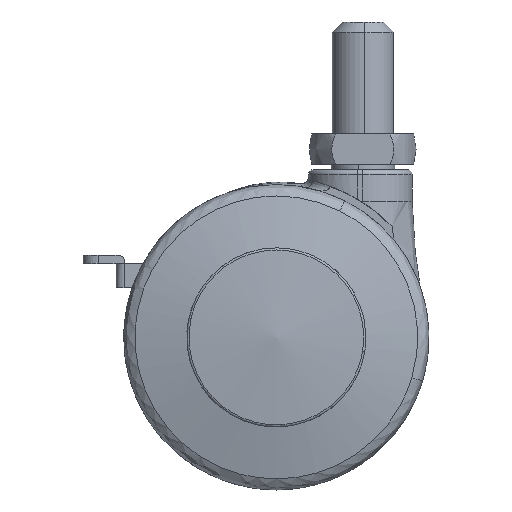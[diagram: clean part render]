
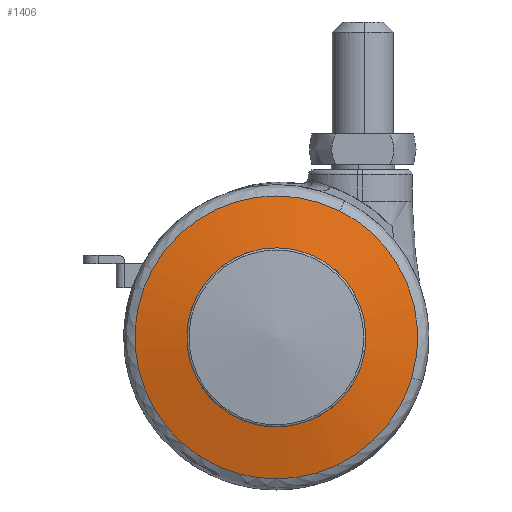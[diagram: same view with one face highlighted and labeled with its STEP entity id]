
A CAD part, front view. The second image highlights one B-rep face of the part: STEP entity #1406.
In plain terms, the highlighted free-form (B-spline) face has degree [2, 2] with [4, 4] control points.
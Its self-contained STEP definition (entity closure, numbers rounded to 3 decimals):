
#66=CARTESIAN_POINT('',(17.477,-20.5,-2.077));
#67=VERTEX_POINT('',#66);
#68=CARTESIAN_POINT('',(0.0,-20.5,17.6));
#69=VERTEX_POINT('',#68);
#70=CARTESIAN_POINT('',(17.477,-20.5,-2.077));
#71=CARTESIAN_POINT('',(17.6,-20.5,-1.042));
#72=CARTESIAN_POINT('',(17.6,-20.5,0.));
#73=CARTESIAN_POINT('',(17.6,-20.5,17.6));
#74=CARTESIAN_POINT('',(0.0,-20.5,17.6));
#82=(BOUNDED_CURVE()B_SPLINE_CURVE(2,(#70,#71,#72,#73,#74),.UNSPECIFIED.,.F.,.U.)B_SPLINE_CURVE_WITH_KNOTS((3,2,3),(0.23,0.25,0.5),.UNSPECIFIED.)CURVE()GEOMETRIC_REPRESENTATION_ITEM()RATIONAL_B_SPLINE_CURVE((0.956,0.976,1.0,0.707,1.0))REPRESENTATION_ITEM(''));
#83=EDGE_CURVE('',#67,#69,#82,.T.);
#85=CARTESIAN_POINT('',(-17.567,-20.5,1.074));
#86=VERTEX_POINT('',#85);
#87=CARTESIAN_POINT('',(0.0,-20.5,17.6));
#88=CARTESIAN_POINT('',(-16.556,-20.5,17.6));
#89=CARTESIAN_POINT('',(-17.567,-20.5,1.074));
#97=(BOUNDED_CURVE()B_SPLINE_CURVE(2,(#87,#88,#89),.UNSPECIFIED.,.F.,.U.)B_SPLINE_CURVE_WITH_KNOTS((3,3),(0.5,0.739),.UNSPECIFIED.)CURVE()GEOMETRIC_REPRESENTATION_ITEM()RATIONAL_B_SPLINE_CURVE((1.0,0.72,0.976))REPRESENTATION_ITEM(''));
#98=EDGE_CURVE('',#69,#86,#97,.T.);
#169=CARTESIAN_POINT('',(0.0,-20.5,-17.6));
#170=VERTEX_POINT('',#169);
#171=CARTESIAN_POINT('',(0.0,-20.5,-17.6));
#172=CARTESIAN_POINT('',(15.632,-20.5,-17.6));
#173=CARTESIAN_POINT('',(17.477,-20.5,-2.077));
#181=(BOUNDED_CURVE()B_SPLINE_CURVE(2,(#171,#172,#173),.UNSPECIFIED.,.F.,.U.)B_SPLINE_CURVE_WITH_KNOTS((3,3),(0.0,0.23),.UNSPECIFIED.)CURVE()GEOMETRIC_REPRESENTATION_ITEM()RATIONAL_B_SPLINE_CURVE((1.0,0.731,0.956))REPRESENTATION_ITEM(''));
#182=EDGE_CURVE('',#170,#67,#181,.T.);
#216=CARTESIAN_POINT('',(-17.567,-20.5,1.074));
#217=CARTESIAN_POINT('',(-17.6,-20.5,0.538));
#218=CARTESIAN_POINT('',(-17.6,-20.5,0.));
#219=CARTESIAN_POINT('',(-17.6,-20.5,-17.6));
#220=CARTESIAN_POINT('',(0.0,-20.5,-17.6));
#228=(BOUNDED_CURVE()B_SPLINE_CURVE(2,(#216,#217,#218,#219,#220),.UNSPECIFIED.,.F.,.U.)B_SPLINE_CURVE_WITH_KNOTS((3,2,3),(0.739,0.75,1.0),.UNSPECIFIED.)CURVE()GEOMETRIC_REPRESENTATION_ITEM()RATIONAL_B_SPLINE_CURVE((0.976,0.988,1.0,0.707,1.0))REPRESENTATION_ITEM(''));
#229=EDGE_CURVE('',#86,#170,#228,.T.);
#1249=CARTESIAN_POINT('',(12.454,-18.215,24.857));
#1250=VERTEX_POINT('',#1249);
#1251=CARTESIAN_POINT('',(0.0,-18.215,27.802));
#1252=VERTEX_POINT('',#1251);
#1253=CARTESIAN_POINT('',(12.454,-18.215,24.857));
#1254=CARTESIAN_POINT('',(6.575,-18.215,27.802));
#1255=CARTESIAN_POINT('',(0.0,-18.215,27.802));
#1263=(BOUNDED_CURVE()B_SPLINE_CURVE(2,(#1253,#1254,#1255),.UNSPECIFIED.,.F.,.U.)B_SPLINE_CURVE_WITH_KNOTS((3,3),(0.424,0.5),.UNSPECIFIED.)CURVE()GEOMETRIC_REPRESENTATION_ITEM()RATIONAL_B_SPLINE_CURVE((0.876,0.911,1.0))REPRESENTATION_ITEM(''));
#1264=EDGE_CURVE('',#1250,#1252,#1263,.T.);
#1284=CARTESIAN_POINT('',(26.649,-18.215,-7.924));
#1285=VERTEX_POINT('',#1284);
#1299=CARTESIAN_POINT('',(0.0,-18.215,-27.802));
#1300=VERTEX_POINT('',#1299);
#1301=CARTESIAN_POINT('',(0.0,-18.215,-27.802));
#1302=CARTESIAN_POINT('',(20.738,-18.215,-27.802));
#1303=CARTESIAN_POINT('',(26.649,-18.215,-7.924));
#1311=(BOUNDED_CURVE()B_SPLINE_CURVE(2,(#1301,#1302,#1303),.UNSPECIFIED.,.F.,.U.)B_SPLINE_CURVE_WITH_KNOTS((3,3),(0.0,0.201),.UNSPECIFIED.)CURVE()GEOMETRIC_REPRESENTATION_ITEM()RATIONAL_B_SPLINE_CURVE((1.0,0.764,0.908))REPRESENTATION_ITEM(''));
#1312=EDGE_CURVE('',#1300,#1285,#1311,.T.);
#1314=CARTESIAN_POINT('',(0.0,-18.215,27.802));
#1315=CARTESIAN_POINT('',(-27.802,-18.215,27.802));
#1316=CARTESIAN_POINT('',(-27.802,-18.215,0.));
#1317=CARTESIAN_POINT('',(-27.802,-18.215,-27.802));
#1318=CARTESIAN_POINT('',(0.0,-18.215,-27.802));
#1326=(BOUNDED_CURVE()B_SPLINE_CURVE(2,(#1314,#1315,#1316,#1317,#1318),.UNSPECIFIED.,.F.,.U.)B_SPLINE_CURVE_WITH_KNOTS((3,2,3),(0.5,0.75,1.0),.UNSPECIFIED.)CURVE()GEOMETRIC_REPRESENTATION_ITEM()RATIONAL_B_SPLINE_CURVE((1.0,0.707,1.0,0.707,1.0))REPRESENTATION_ITEM(''));
#1327=EDGE_CURVE('',#1252,#1300,#1326,.T.);
#1349=CARTESIAN_POINT('',(26.649,-18.215,-7.924));
#1350=CARTESIAN_POINT('',(27.802,-18.215,-4.046));
#1351=CARTESIAN_POINT('',(27.802,-18.215,0.));
#1352=CARTESIAN_POINT('',(27.802,-18.215,17.167));
#1353=CARTESIAN_POINT('',(12.454,-18.215,24.857));
#1361=(BOUNDED_CURVE()B_SPLINE_CURVE(2,(#1349,#1350,#1351,#1352,#1353),.UNSPECIFIED.,.F.,.U.)B_SPLINE_CURVE_WITH_KNOTS((3,2,3),(0.201,0.25,0.424),.UNSPECIFIED.)CURVE()GEOMETRIC_REPRESENTATION_ITEM()RATIONAL_B_SPLINE_CURVE((0.908,0.943,1.0,0.796,0.876))REPRESENTATION_ITEM(''));
#1362=EDGE_CURVE('',#1285,#1250,#1361,.T.);
#1370=CARTESIAN_POINT('',(-29.809,-13.073,-29.809));
#1371=CARTESIAN_POINT('',(-15.232,-17.439,-30.463));
#1372=CARTESIAN_POINT('',(15.231,-17.439,-30.463));
#1373=CARTESIAN_POINT('',(29.808,-13.073,-29.809));
#1374=CARTESIAN_POINT('',(-30.463,-17.439,-15.232));
#1375=CARTESIAN_POINT('',(-15.573,-22.,-15.573));
#1376=CARTESIAN_POINT('',(15.572,-22.,-15.573));
#1377=CARTESIAN_POINT('',(30.462,-17.439,-15.232));
#1378=CARTESIAN_POINT('',(-30.463,-17.439,15.232));
#1379=CARTESIAN_POINT('',(-15.573,-22.,15.573));
#1380=CARTESIAN_POINT('',(15.572,-22.,15.573));
#1381=CARTESIAN_POINT('',(30.462,-17.439,15.232));
#1382=CARTESIAN_POINT('',(-29.809,-13.073,29.809));
#1383=CARTESIAN_POINT('',(-15.232,-17.439,30.463));
#1384=CARTESIAN_POINT('',(15.231,-17.439,30.463));
#1385=CARTESIAN_POINT('',(29.808,-13.073,29.809));
#1393=(BOUNDED_SURFACE()B_SPLINE_SURFACE(2,2,((#1370,#1374,#1378,#1382),(#1371,#1375,#1379,#1383),(#1372,#1376,#1380,#1384),(#1373,#1377,#1381,#1385)),.UNSPECIFIED.,.F.,.F.,.U.)B_SPLINE_SURFACE_WITH_KNOTS((3,1,3),(3,1,3),(22.88,52.981,83.08),(22.88,52.981,83.081),.UNSPECIFIED.)GEOMETRIC_REPRESENTATION_ITEM()RATIONAL_B_SPLINE_SURFACE(((1.045,1.022,1.022,1.045),(1.022,1.0,1.0,1.022),(1.022,1.0,1.0,1.022),(1.045,1.022,1.022,1.045)))REPRESENTATION_ITEM('')SURFACE());
#1394=ORIENTED_EDGE('',*,*,#1312,.T.);
#1395=ORIENTED_EDGE('',*,*,#1362,.T.);
#1396=ORIENTED_EDGE('',*,*,#1264,.T.);
#1397=ORIENTED_EDGE('',*,*,#1327,.T.);
#1398=EDGE_LOOP('',(#1394,#1395,#1396,#1397));
#1399=FACE_OUTER_BOUND('',#1398,.T.);
#1400=ORIENTED_EDGE('',*,*,#98,.F.);
#1401=ORIENTED_EDGE('',*,*,#83,.F.);
#1402=ORIENTED_EDGE('',*,*,#182,.F.);
#1403=ORIENTED_EDGE('',*,*,#229,.F.);
#1404=EDGE_LOOP('',(#1400,#1401,#1402,#1403));
#1405=FACE_BOUND('',#1404,.T.);
#1406=ADVANCED_FACE('',(#1399,#1405),#1393,.T.);
